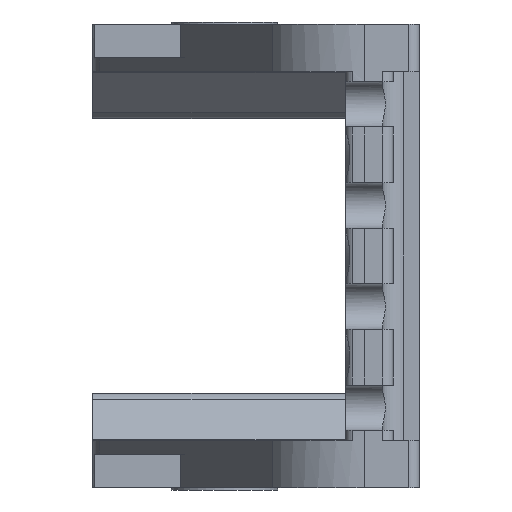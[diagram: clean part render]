
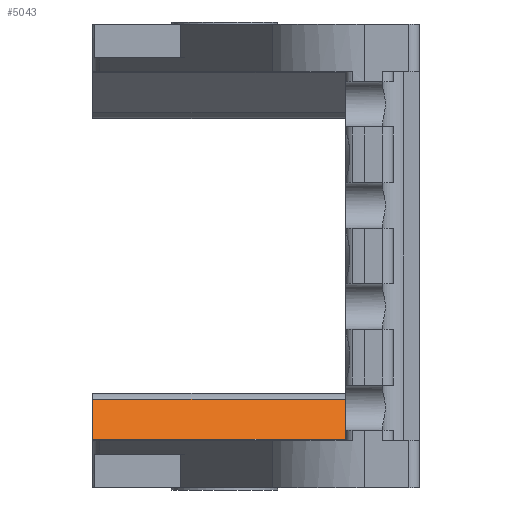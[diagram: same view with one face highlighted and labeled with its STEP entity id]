
A CAD part, left-side view. The second image highlights one B-rep face of the part: STEP entity #5043.
In plain terms, the highlighted planar face has unit normal (-0.707, 0, 0.707).
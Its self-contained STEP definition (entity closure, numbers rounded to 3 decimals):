
#134 = ORIENTED_EDGE ( 'NONE', *, *, #4593, .T. ) ;
#184 = CARTESIAN_POINT ( 'NONE',  ( -18.736, 12.5, -17.386 ) ) ;
#397 = LINE ( 'NONE', #4046, #11607 ) ;
#418 = EDGE_LOOP ( 'NONE', ( #4512, #7289, #3857, #816, #1975, #134, #5495, #11802, #6310 ) ) ;
#816 = ORIENTED_EDGE ( 'NONE', *, *, #11828, .F. ) ;
#862 = LINE ( 'NONE', #6672, #12421 ) ;
#925 = CARTESIAN_POINT ( 'NONE',  ( -14.936, -18.5, -13.586 ) ) ;
#1166 = DIRECTION ( 'NONE',  ( 0., 1., 0. ) ) ;
#1214 = VECTOR ( 'NONE', #2696, 1000. ) ;
#1363 = PLANE ( 'NONE',  #10774 ) ;
#1688 = VERTEX_POINT ( 'NONE', #3926 ) ;
#1897 = CARTESIAN_POINT ( 'NONE',  ( -18.736, -18.5, -17.386 ) ) ;
#1975 = ORIENTED_EDGE ( 'NONE', *, *, #12327, .F. ) ;
#2315 = DIRECTION ( 'NONE',  ( 0., 1., 0. ) ) ;
#2317 = VECTOR ( 'NONE', #4353, 1000. ) ;
#2696 = DIRECTION ( 'NONE',  ( -0.707, 0., -0.707 ) ) ;
#2763 = VERTEX_POINT ( 'NONE', #6956 ) ;
#3186 = VECTOR ( 'NONE', #10654, 1000. ) ;
#3454 = EDGE_CURVE ( 'NONE', #1688, #10576, #5768, .T. ) ;
#3857 = ORIENTED_EDGE ( 'NONE', *, *, #7944, .F. ) ;
#3926 = CARTESIAN_POINT ( 'NONE',  ( -17., -15., -15.65 ) ) ;
#4046 = CARTESIAN_POINT ( 'NONE',  ( -14.936, -11.5, -13.586 ) ) ;
#4186 = LINE ( 'NONE', #10948, #10249 ) ;
#4246 = CARTESIAN_POINT ( 'NONE',  ( -18.736, -11.5, -17.386 ) ) ;
#4353 = DIRECTION ( 'NONE',  ( 0., 1., 0. ) ) ;
#4364 = CARTESIAN_POINT ( 'NONE',  ( -18.65, -15.87, -17.3 ) ) ;
#4483 = CARTESIAN_POINT ( 'NONE',  ( -17., -15., -15.65 ) ) ;
#4512 = ORIENTED_EDGE ( 'NONE', *, *, #10088, .T. ) ;
#4593 = EDGE_CURVE ( 'NONE', #4945, #10213, #8283, .T. ) ;
#4695 = DIRECTION ( 'NONE',  ( -0.707, 0., -0.707 ) ) ;
#4846 = LINE ( 'NONE', #1897, #9655 ) ;
#4945 = VERTEX_POINT ( 'NONE', #6865 ) ;
#5043 = ADVANCED_FACE ( 'NONE', ( #5139 ), #1363, .F. ) ;
#5115 = CARTESIAN_POINT ( 'NONE',  ( -14.936, 12.5, -13.586 ) ) ;
#5139 = FACE_OUTER_BOUND ( 'NONE', #418, .T. ) ;
#5258 = CARTESIAN_POINT ( 'NONE',  ( -17.674, -15., -16.324 ) ) ;
#5495 = ORIENTED_EDGE ( 'NONE', *, *, #5751, .T. ) ;
#5751 = EDGE_CURVE ( 'NONE', #10213, #1688, #862, .T. ) ;
#5768 =( BOUNDED_CURVE ( )  B_SPLINE_CURVE ( 3, ( #4483, #5258, #6468, #4364 ),
 .UNSPECIFIED., .F., .T. ) 
 B_SPLINE_CURVE_WITH_KNOTS ( ( 4, 4 ),
 ( 1.571, 2.541 ),
 .UNSPECIFIED. ) 
 CURVE ( )  GEOMETRIC_REPRESENTATION_ITEM ( )  RATIONAL_B_SPLINE_CURVE ( ( 1., 0.923, 0.923, 1. ) ) 
 REPRESENTATION_ITEM ( '' )  );
#6262 = DIRECTION ( 'NONE',  ( 0.707, 0., 0.707 ) ) ;
#6310 = ORIENTED_EDGE ( 'NONE', *, *, #11237, .T. ) ;
#6319 = EDGE_CURVE ( 'NONE', #10052, #8999, #397, .T. ) ;
#6439 = CARTESIAN_POINT ( 'NONE',  ( -18.65, -15.87, -17.3 ) ) ;
#6468 = CARTESIAN_POINT ( 'NONE',  ( -18.269, -15.314, -16.919 ) ) ;
#6672 = CARTESIAN_POINT ( 'NONE',  ( -14.936, -15., -13.586 ) ) ;
#6865 = CARTESIAN_POINT ( 'NONE',  ( -14.936, -18.5, -13.586 ) ) ;
#6956 = CARTESIAN_POINT ( 'NONE',  ( -18.736, -18.5, -17.386 ) ) ;
#7156 = CARTESIAN_POINT ( 'NONE',  ( -18.65, -11.5, -17.3 ) ) ;
#7289 = ORIENTED_EDGE ( 'NONE', *, *, #6319, .T. ) ;
#7910 = CARTESIAN_POINT ( 'NONE',  ( -14.936, -11.5, -13.586 ) ) ;
#7944 = EDGE_CURVE ( 'NONE', #10763, #8999, #8821, .T. ) ;
#8097 = LINE ( 'NONE', #7156, #9019 ) ;
#8283 = LINE ( 'NONE', #9157, #2317 ) ;
#8590 = CARTESIAN_POINT ( 'NONE',  ( -18.65, -11.5, -17.3 ) ) ;
#8764 = DIRECTION ( 'NONE',  ( 0., 1., 0. ) ) ;
#8821 = LINE ( 'NONE', #184, #3186 ) ;
#8999 = VERTEX_POINT ( 'NONE', #5115 ) ;
#9019 = VECTOR ( 'NONE', #6262, 1000. ) ;
#9157 = CARTESIAN_POINT ( 'NONE',  ( -14.936, -18.5, -13.586 ) ) ;
#9205 = VERTEX_POINT ( 'NONE', #8590 ) ;
#9433 = LINE ( 'NONE', #925, #1214 ) ;
#9579 = CARTESIAN_POINT ( 'NONE',  ( -18.736, 12.5, -17.386 ) ) ;
#9655 = VECTOR ( 'NONE', #8764, 1000. ) ;
#9858 = CARTESIAN_POINT ( 'NONE',  ( -14.936, -15., -13.586 ) ) ;
#10052 = VERTEX_POINT ( 'NONE', #7910 ) ;
#10088 = EDGE_CURVE ( 'NONE', #9205, #10052, #8097, .T. ) ;
#10213 = VERTEX_POINT ( 'NONE', #9858 ) ;
#10249 = VECTOR ( 'NONE', #2315, 1000. ) ;
#10576 = VERTEX_POINT ( 'NONE', #6439 ) ;
#10654 = DIRECTION ( 'NONE',  ( 0.707, 0., 0.707 ) ) ;
#10763 = VERTEX_POINT ( 'NONE', #9579 ) ;
#10774 = AXIS2_PLACEMENT_3D ( 'NONE', #4246, #11008, #11895 ) ;
#10948 = CARTESIAN_POINT ( 'NONE',  ( -18.65, -15.87, -17.3 ) ) ;
#11008 = DIRECTION ( 'NONE',  ( 0.707, 0., -0.707 ) ) ;
#11237 = EDGE_CURVE ( 'NONE', #10576, #9205, #4186, .T. ) ;
#11607 = VECTOR ( 'NONE', #1166, 1000. ) ;
#11802 = ORIENTED_EDGE ( 'NONE', *, *, #3454, .T. ) ;
#11828 = EDGE_CURVE ( 'NONE', #2763, #10763, #4846, .T. ) ;
#11895 = DIRECTION ( 'NONE',  ( 0., -1., 0. ) ) ;
#12327 = EDGE_CURVE ( 'NONE', #4945, #2763, #9433, .T. ) ;
#12421 = VECTOR ( 'NONE', #4695, 1000. ) ;
